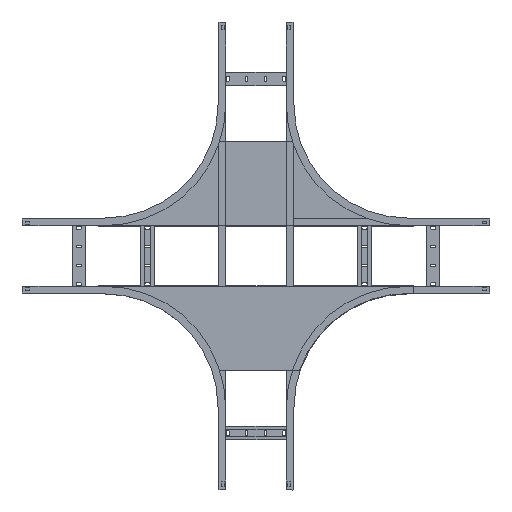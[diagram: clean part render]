
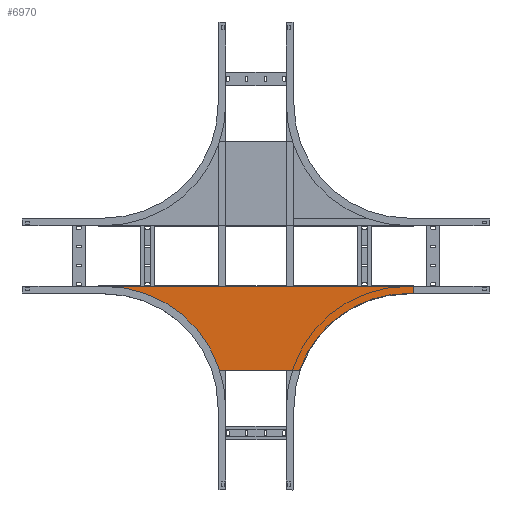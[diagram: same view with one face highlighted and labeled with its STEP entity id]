
A CAD part, top view. The second image highlights one B-rep face of the part: STEP entity #6970.
In plain terms, the highlighted face is planar.
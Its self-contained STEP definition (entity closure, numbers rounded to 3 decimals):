
#86 = DIRECTION ( 'NONE',  ( 0., 0., 1. ) ) ;
#104 = EDGE_CURVE ( 'NONE', #4707, #4818, #2521, .T. ) ;
#203 = DIRECTION ( 'NONE',  ( 0., -1., 0. ) ) ;
#354 = CARTESIAN_POINT ( 'NONE',  ( 415.4, -1.2, -393.2 ) ) ;
#610 = CARTESIAN_POINT ( 'NONE',  ( -560., -1.2, -173.2 ) ) ;
#642 = EDGE_CURVE ( 'NONE', #933, #4739, #4542, .T. ) ;
#652 = EDGE_CURVE ( 'NONE', #4739, #5148, #2690, .T. ) ;
#712 = EDGE_CURVE ( 'NONE', #4173, #5542, #1043, .T. ) ;
#755 = CARTESIAN_POINT ( 'NONE',  ( 415.4, -1.2, -395.4 ) ) ;
#844 = PLANE ( 'NONE',  #5496 ) ;
#890 = EDGE_CURVE ( 'NONE', #7494, #5542, #4487, .T. ) ;
#933 = VERTEX_POINT ( 'NONE', #5272 ) ;
#946 = VECTOR ( 'NONE', #86, 1000. ) ;
#1022 = ORIENTED_EDGE ( 'NONE', *, *, #642, .F. ) ;
#1043 = CIRCLE ( 'NONE', #3319, 301.8 ) ;
#1154 = EDGE_CURVE ( 'NONE', #5147, #6478, #5094, .T. ) ;
#1467 = DIRECTION ( 'NONE',  ( 0., 0., 1. ) ) ;
#1536 = LINE ( 'NONE', #4903, #4969 ) ;
#1614 = AXIS2_PLACEMENT_3D ( 'NONE', #5765, #5805, #6341 ) ;
#1685 = DIRECTION ( 'NONE',  ( -1., 0., 0. ) ) ;
#1778 = CARTESIAN_POINT ( 'NONE',  ( -114.787, -1.2, -173.2 ) ) ;
#1924 = ORIENTED_EDGE ( 'NONE', *, *, #4868, .F. ) ;
#2033 = VECTOR ( 'NONE', #2051, 1000. ) ;
#2038 = DIRECTION ( 'NONE',  ( 0., 1., 0. ) ) ;
#2051 = DIRECTION ( 'NONE',  ( 0., 0., -1. ) ) ;
#2113 = ORIENTED_EDGE ( 'NONE', *, *, #1154, .F. ) ;
#2236 = DIRECTION ( 'NONE',  ( 0., 0., 1. ) ) ;
#2256 = CARTESIAN_POINT ( 'NONE',  ( -415.4, -1.2, -380. ) ) ;
#2287 = CARTESIAN_POINT ( 'NONE',  ( 399.538, -1.2, -375. ) ) ;
#2352 = EDGE_CURVE ( 'NONE', #933, #6478, #5339, .T. ) ;
#2507 = LINE ( 'NONE', #2726, #946 ) ;
#2521 = CIRCLE ( 'NONE', #6817, 5. ) ;
#2552 = DIRECTION ( 'NONE',  ( 0., 0., 1. ) ) ;
#2690 = LINE ( 'NONE', #7223, #4442 ) ;
#2726 = CARTESIAN_POINT ( 'NONE',  ( -415.4, -1.2, -395.4 ) ) ;
#3079 = EDGE_CURVE ( 'NONE', #4707, #4173, #1536, .T. ) ;
#3169 = ORIENTED_EDGE ( 'NONE', *, *, #7147, .F. ) ;
#3182 = CARTESIAN_POINT ( 'NONE',  ( 114.787, -1.2, -173.2 ) ) ;
#3319 = AXIS2_PLACEMENT_3D ( 'NONE', #3706, #203, #2552 ) ;
#3421 = VECTOR ( 'NONE', #4183, 1000. ) ;
#3557 = DIRECTION ( 'NONE',  ( -1., 0., 0. ) ) ;
#3706 = CARTESIAN_POINT ( 'NONE',  ( -399.538, -1.2, -73.2 ) ) ;
#4150 = ORIENTED_EDGE ( 'NONE', *, *, #712, .F. ) ;
#4173 = VERTEX_POINT ( 'NONE', #4508 ) ;
#4183 = DIRECTION ( 'NONE',  ( 1., 0., 0. ) ) ;
#4442 = VECTOR ( 'NONE', #3557, 1000. ) ;
#4487 = LINE ( 'NONE', #610, #6695 ) ;
#4508 = CARTESIAN_POINT ( 'NONE',  ( -399.538, -1.2, -375. ) ) ;
#4542 = LINE ( 'NONE', #755, #2033 ) ;
#4707 = VERTEX_POINT ( 'NONE', #5040 ) ;
#4739 = VERTEX_POINT ( 'NONE', #354 ) ;
#4770 = CARTESIAN_POINT ( 'NONE',  ( 410.4, -1.2, -380. ) ) ;
#4818 = VERTEX_POINT ( 'NONE', #2256 ) ;
#4868 = EDGE_CURVE ( 'NONE', #7494, #5147, #7426, .T. ) ;
#4903 = CARTESIAN_POINT ( 'NONE',  ( -399.538, -1.2, -375. ) ) ;
#4969 = VECTOR ( 'NONE', #6616, 1000. ) ;
#5040 = CARTESIAN_POINT ( 'NONE',  ( -410.4, -1.2, -375. ) ) ;
#5094 = LINE ( 'NONE', #2287, #3421 ) ;
#5147 = VERTEX_POINT ( 'NONE', #7190 ) ;
#5148 = VERTEX_POINT ( 'NONE', #5525 ) ;
#5272 = CARTESIAN_POINT ( 'NONE',  ( 415.4, -1.2, -380. ) ) ;
#5339 = CIRCLE ( 'NONE', #7337, 5. ) ;
#5480 = DIRECTION ( 'NONE',  ( 0., 0., 1. ) ) ;
#5496 = AXIS2_PLACEMENT_3D ( 'NONE', #5584, #2038, #1467 ) ;
#5525 = CARTESIAN_POINT ( 'NONE',  ( -415.4, -1.2, -393.2 ) ) ;
#5542 = VERTEX_POINT ( 'NONE', #1778 ) ;
#5584 = CARTESIAN_POINT ( 'NONE',  ( -399.538, -1.2, -73.2 ) ) ;
#5765 = CARTESIAN_POINT ( 'NONE',  ( 399.538, -1.2, -73.2 ) ) ;
#5768 = CARTESIAN_POINT ( 'NONE',  ( -410.4, -1.2, -380. ) ) ;
#5805 = DIRECTION ( 'NONE',  ( 0., -1., 0. ) ) ;
#6177 = EDGE_LOOP ( 'NONE', ( #1022, #6902, #2113, #1924, #6269, #4150, #6255, #7098, #3169, #7379 ) ) ;
#6255 = ORIENTED_EDGE ( 'NONE', *, *, #3079, .F. ) ;
#6269 = ORIENTED_EDGE ( 'NONE', *, *, #890, .T. ) ;
#6341 = DIRECTION ( 'NONE',  ( 0., 0., -1. ) ) ;
#6478 = VERTEX_POINT ( 'NONE', #6766 ) ;
#6616 = DIRECTION ( 'NONE',  ( 1., 0., 0. ) ) ;
#6695 = VECTOR ( 'NONE', #1685, 1000. ) ;
#6766 = CARTESIAN_POINT ( 'NONE',  ( 410.4, -1.2, -375. ) ) ;
#6817 = AXIS2_PLACEMENT_3D ( 'NONE', #5768, #6972, #2236 ) ;
#6902 = ORIENTED_EDGE ( 'NONE', *, *, #2352, .T. ) ;
#6970 = ADVANCED_FACE ( 'NONE', ( #7570 ), #844, .F. ) ;
#6972 = DIRECTION ( 'NONE',  ( 0., -1., 0. ) ) ;
#7098 = ORIENTED_EDGE ( 'NONE', *, *, #104, .T. ) ;
#7147 = EDGE_CURVE ( 'NONE', #5148, #4818, #2507, .T. ) ;
#7190 = CARTESIAN_POINT ( 'NONE',  ( 399.538, -1.2, -375. ) ) ;
#7223 = CARTESIAN_POINT ( 'NONE',  ( -587., -1.2, -393.2 ) ) ;
#7241 = DIRECTION ( 'NONE',  ( 0., -1., 0. ) ) ;
#7337 = AXIS2_PLACEMENT_3D ( 'NONE', #4770, #7241, #5480 ) ;
#7379 = ORIENTED_EDGE ( 'NONE', *, *, #652, .F. ) ;
#7426 = CIRCLE ( 'NONE', #1614, 301.8 ) ;
#7494 = VERTEX_POINT ( 'NONE', #3182 ) ;
#7570 = FACE_OUTER_BOUND ( 'NONE', #6177, .T. ) ;
